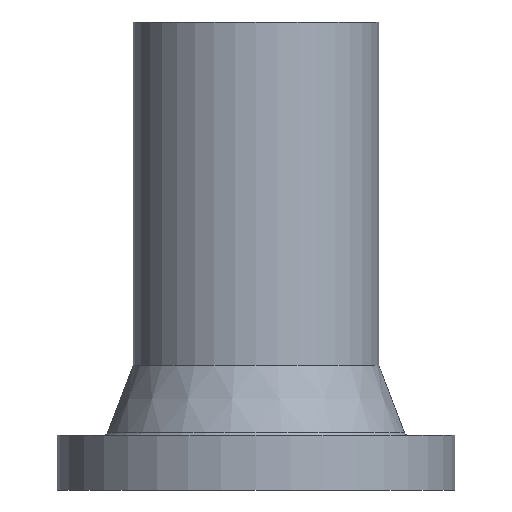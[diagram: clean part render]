
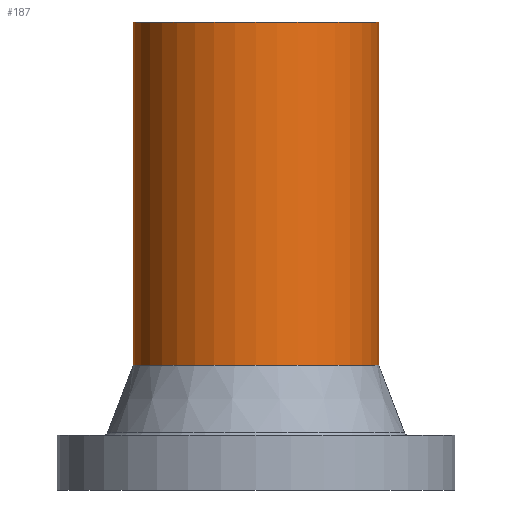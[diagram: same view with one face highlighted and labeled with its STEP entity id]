
A CAD part, front view. The second image highlights one B-rep face of the part: STEP entity #187.
In plain terms, the highlighted cylindrical face has radius 31.5 mm (diameter 63 mm), a partial arc.
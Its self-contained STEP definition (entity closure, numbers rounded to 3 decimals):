
#21 = CARTESIAN_POINT ( 'NONE',  ( -31.5, 0., 0. ) ) ;
#27 = DIRECTION ( 'NONE',  ( -1., 0., 0. ) ) ;
#28 = EDGE_CURVE ( 'NONE', #105, #462, #311, .T. ) ;
#41 = AXIS2_PLACEMENT_3D ( 'NONE', #184, #73, #185 ) ;
#64 = ORIENTED_EDGE ( 'NONE', *, *, #220, .F. ) ;
#68 = LINE ( 'NONE', #281, #402 ) ;
#73 = DIRECTION ( 'NONE',  ( 0., 0., -1. ) ) ;
#93 = VECTOR ( 'NONE', #198, 1000. ) ;
#97 = ORIENTED_EDGE ( 'NONE', *, *, #163, .F. ) ;
#101 = DIRECTION ( 'NONE',  ( 0., 0., -1. ) ) ;
#105 = VERTEX_POINT ( 'NONE', #309 ) ;
#113 = AXIS2_PLACEMENT_3D ( 'NONE', #481, #101, #27 ) ;
#141 = CARTESIAN_POINT ( 'NONE',  ( 0., 0., 32. ) ) ;
#161 = CIRCLE ( 'NONE', #196, 31.5 ) ;
#163 = EDGE_CURVE ( 'NONE', #290, #462, #161, .T. ) ;
#175 = DIRECTION ( 'NONE',  ( 0., 0., -1. ) ) ;
#184 = CARTESIAN_POINT ( 'NONE',  ( 0., 0., 120. ) ) ;
#185 = DIRECTION ( 'NONE',  ( -1., 0., 0. ) ) ;
#187 = ADVANCED_FACE ( 'NONE', ( #318 ), #433, .T. ) ;
#196 = AXIS2_PLACEMENT_3D ( 'NONE', #141, #396, #251 ) ;
#198 = DIRECTION ( 'NONE',  ( 0., 0., -1. ) ) ;
#199 = CARTESIAN_POINT ( 'NONE',  ( 31.5, 0., 120. ) ) ;
#220 = EDGE_CURVE ( 'NONE', #470, #290, #68, .T. ) ;
#238 = EDGE_LOOP ( 'NONE', ( #64, #241, #287, #97 ) ) ;
#241 = ORIENTED_EDGE ( 'NONE', *, *, #249, .T. ) ;
#249 = EDGE_CURVE ( 'NONE', #470, #105, #292, .T. ) ;
#251 = DIRECTION ( 'NONE',  ( -1., 0., 0. ) ) ;
#281 = CARTESIAN_POINT ( 'NONE',  ( 31.5, 0., 0. ) ) ;
#287 = ORIENTED_EDGE ( 'NONE', *, *, #28, .T. ) ;
#290 = VERTEX_POINT ( 'NONE', #405 ) ;
#292 = CIRCLE ( 'NONE', #41, 31.5 ) ;
#309 = CARTESIAN_POINT ( 'NONE',  ( -31.5, 0., 120. ) ) ;
#311 = LINE ( 'NONE', #21, #93 ) ;
#318 = FACE_OUTER_BOUND ( 'NONE', #238, .T. ) ;
#381 = CARTESIAN_POINT ( 'NONE',  ( -31.5, 0., 32. ) ) ;
#396 = DIRECTION ( 'NONE',  ( 0., 0., -1. ) ) ;
#402 = VECTOR ( 'NONE', #175, 1000. ) ;
#405 = CARTESIAN_POINT ( 'NONE',  ( 31.5, 0., 32. ) ) ;
#433 = CYLINDRICAL_SURFACE ( 'NONE', #113, 31.5 ) ;
#462 = VERTEX_POINT ( 'NONE', #381 ) ;
#470 = VERTEX_POINT ( 'NONE', #199 ) ;
#481 = CARTESIAN_POINT ( 'NONE',  ( 0., 0., 0. ) ) ;
